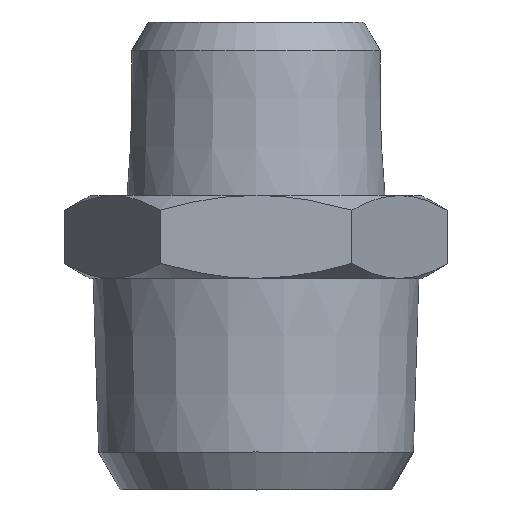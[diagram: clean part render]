
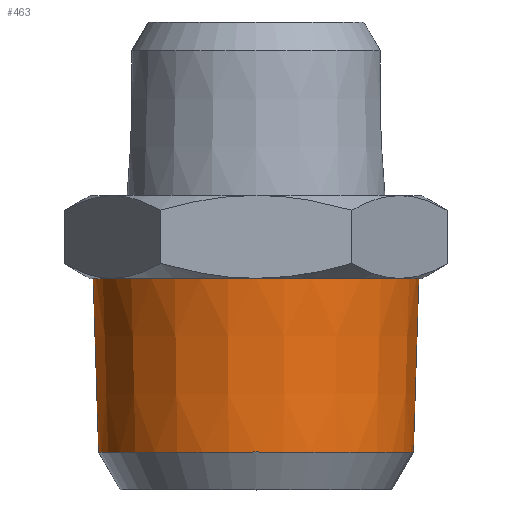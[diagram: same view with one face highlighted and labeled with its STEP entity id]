
A CAD part, top view. The second image highlights one B-rep face of the part: STEP entity #463.
In plain terms, the highlighted conical face has half-angle 1.79 degrees and reference radius 10.435 mm.
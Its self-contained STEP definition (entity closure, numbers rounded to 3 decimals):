
#28 = EDGE_CURVE ( 'NONE', #60, #60, #167, .T. ) ;
#55 = VERTEX_POINT ( 'NONE', #508 ) ;
#60 = VERTEX_POINT ( 'NONE', #512 ) ;
#100 = CONICAL_SURFACE ( 'NONE', #385, 10.435, 0.031 ) ;
#108 = FACE_BOUND ( 'NONE', #230, .T. ) ;
#109 = FACE_OUTER_BOUND ( 'NONE', #258, .T. ) ;
#145 = CIRCLE ( 'NONE', #425, 10.795 ) ;
#163 = ORIENTED_EDGE ( 'NONE', *, *, #28, .T. ) ;
#167 = CIRCLE ( 'NONE', #436, 10.435 ) ;
#230 = EDGE_LOOP ( 'NONE', ( #163 ) ) ;
#258 = EDGE_LOOP ( 'NONE', ( #289 ) ) ;
#289 = ORIENTED_EDGE ( 'NONE', *, *, #371, .F. ) ;
#371 = EDGE_CURVE ( 'NONE', #55, #55, #145, .T. ) ;
#385 = AXIS2_PLACEMENT_3D ( 'NONE', #601, #600, #628 ) ;
#425 = AXIS2_PLACEMENT_3D ( 'NONE', #755, #754, #753 ) ;
#436 = AXIS2_PLACEMENT_3D ( 'NONE', #871, #868, #867 ) ;
#463 = ADVANCED_FACE ( 'NONE', ( #109, #108 ), #100, .T. ) ;
#508 = CARTESIAN_POINT ( 'NONE',  ( -10.795, 14., 0. ) ) ;
#512 = CARTESIAN_POINT ( 'NONE',  ( 0., 2.485, 10.435 ) ) ;
#600 = DIRECTION ( 'NONE',  ( 0., 1., 0. ) ) ;
#601 = CARTESIAN_POINT ( 'NONE',  ( 0., 2.485, 0. ) ) ;
#628 = DIRECTION ( 'NONE',  ( -1., 0., 0. ) ) ;
#753 = DIRECTION ( 'NONE',  ( -1., 0., 0. ) ) ;
#754 = DIRECTION ( 'NONE',  ( 0., 1., 0. ) ) ;
#755 = CARTESIAN_POINT ( 'NONE',  ( 0., 14., 0. ) ) ;
#867 = DIRECTION ( 'NONE',  ( 0., 0., 1. ) ) ;
#868 = DIRECTION ( 'NONE',  ( 0., 1., 0. ) ) ;
#871 = CARTESIAN_POINT ( 'NONE',  ( 0., 2.485, 0. ) ) ;
